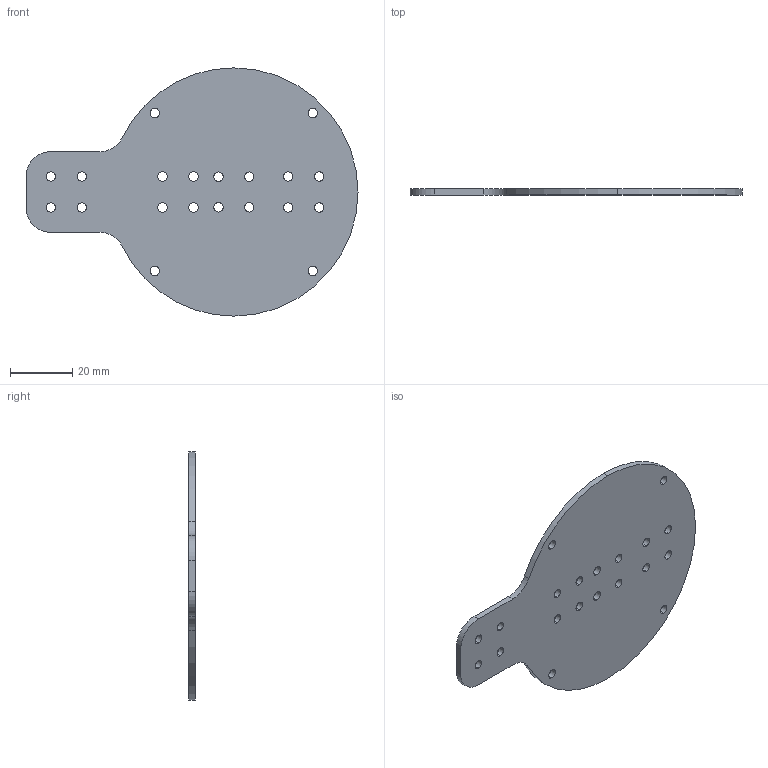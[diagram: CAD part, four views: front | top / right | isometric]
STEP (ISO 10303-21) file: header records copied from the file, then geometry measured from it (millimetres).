
FILE_DESCRIPTION (( 'STEP AP203' ), '1' );
FILE_NAME ('珨峎堁怢-菁釱.STEP', '2025-08-23T07:26:14', ( '' ), ( '' ), 'SwSTEP 2.0', 'SolidWorks 2025', '' );
FILE_SCHEMA (( 'CONFIG_CONTROL_DESIGN' ));
Length unit declared in the file: millimetre
Products named in the file (1): 一维云台-底座
Bounding box: 107 x 2 x 80 mm (x, y, z)
Volume: 11175.7 mm3; surface area: 12152.3 mm2
Topology: 1 solids, 1 shells, 52 faces, 150 edges, 100 vertices
Faces by surface type: cylinder 47, plane 5
Entity records: 1925 total; most frequent: DIRECTION 350, CARTESIAN_POINT 303, ORIENTED_EDGE 300, EDGE_CURVE 150, AXIS2_PLACEMENT_3D 147, VERTEX_POINT 100, CIRCLE 94, EDGE_LOOP 92
